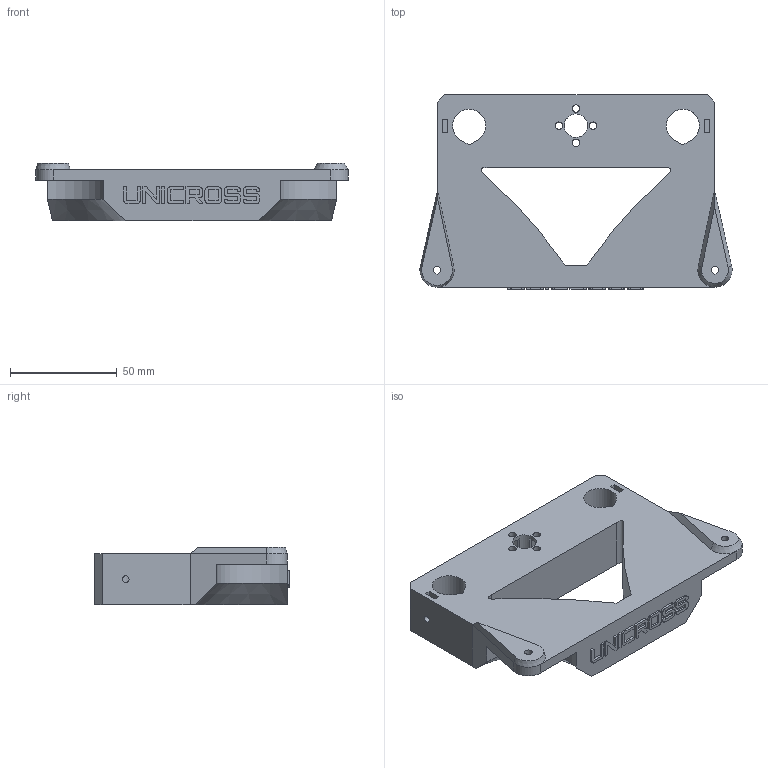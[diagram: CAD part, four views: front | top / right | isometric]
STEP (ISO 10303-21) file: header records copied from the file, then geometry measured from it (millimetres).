
FILE_DESCRIPTION(/* description */ ('STEP AP242','CAx-IF Rec.Pracs.---Representation and Presentation of Product Manufacturing Information (PMI)---4.0---2014-10-13','CAx-IF Rec.Pracs.---3D Tessellated Geometry---0.4---2014-09-14','2;1'),/* implementation_level */ '2;1');
FILE_NAME(/* name */ 'Bed Mounting - Bed Mount',/* time_stamp */ '2025-04-16T23:49:26Z',/* author */ (''),/* organization */ (''),/* preprocessor_version */ 'ST-DEVELOPER v20',/* originating_system */ 'ONSHAPE BY PTC INC, 1.196',/* authorisation */ ' ');
FILE_SCHEMA (('AP242_MANAGED_MODEL_BASED_3D_ENGINEERING_MIM_LF { 1 0 10303 442 1 1 4 }'));
Length unit declared in the file: metre
Products named in the file (1): Bed Mount
Bounding box: 145.97 x 91 x 27 mm (x, y, z)
Volume: 184694 mm3; surface area: 39240.5 mm2
Topology: 1 solids, 1 shells, 298 faces, 850 edges, 566 vertices
Faces by surface type: plane 159, cylinder 129, bspline 6, cone 4
Full cylindrical faces by diameter (mm): 3.2 x2, 3.5 x4, 11 x1
Entity records: 9843 total; most frequent: CARTESIAN_POINT 1856, ORIENTED_EDGE 1672, DIRECTION 1665, EDGE_CURVE 836, VERTEX_POINT 559, AXIS2_PLACEMENT_3D 558, LINE 549, VECTOR 549
